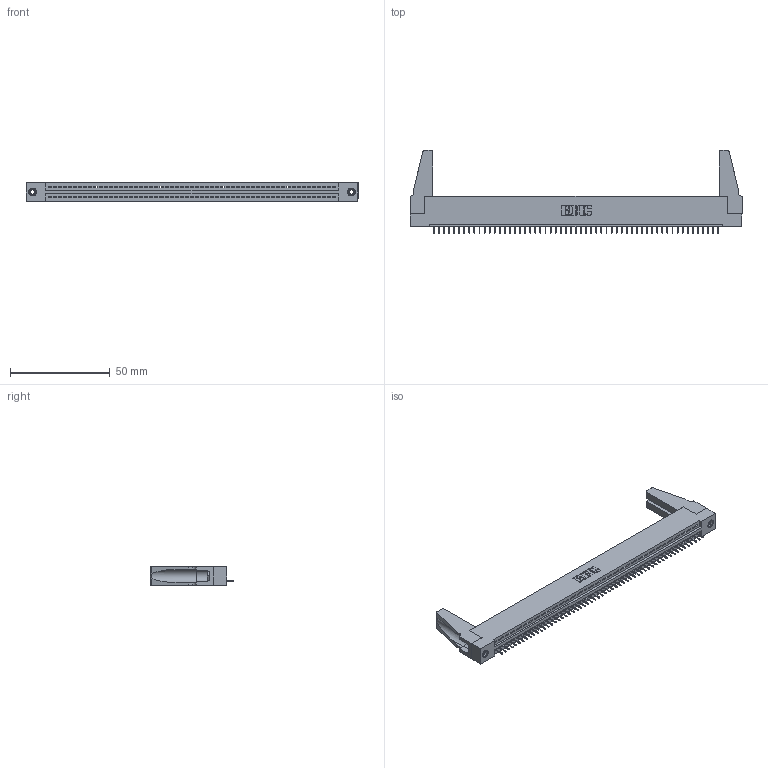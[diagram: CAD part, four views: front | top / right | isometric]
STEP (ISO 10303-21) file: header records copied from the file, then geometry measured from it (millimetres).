
FILE_DESCRIPTION (( 'STEP AP203' ), '1' );
FILE_NAME ('345-057-525-188.STEP', '2020-09-20T19:42:07', ( '' ), ( '' ), 'SwSTEP 2.0', 'SolidWorks 2020', '' );
FILE_SCHEMA (( 'CONFIG_CONTROL_DESIGN' ));
Length unit declared in the file: inch
Products named in the file (5): 345-250-001_345-250-001-102; 345-292-001_345-293-125; 345-057-525-188; 345-220-078_345-220-088; 345 Part_Flush Mounting Lugs - 0.156 Dia-TH
Assembly tree (62 placements, depth 2):
  345-057-525-188
    345 Part_Flush Mounting Lugs - 0.156 Dia-TH
    345-292-001_345-293-125  x57
    345-250-001_345-250-001-102  x2
    345-220-078_345-220-088  x2
Bounding box: 166.01 x 41.58 x 9.4 mm (x, y, z)
Volume: 18910.9 mm3; surface area: 23365.6 mm2
Topology: 62 solids, 62 shells, 3784 faces, 10915 edges, 7038 vertices
Faces by surface type: plane 2774, cylinder 994, cone 12, torus 4
Entity records: 43102 total; most frequent: CARTESIAN_POINT 7453, ORIENTED_EDGE 7404, DIRECTION 6496, EDGE_CURVE 3702, VECTOR 3304, LINE 3304, VERTEX_POINT 2458, AXIS2_PLACEMENT_3D 1596
